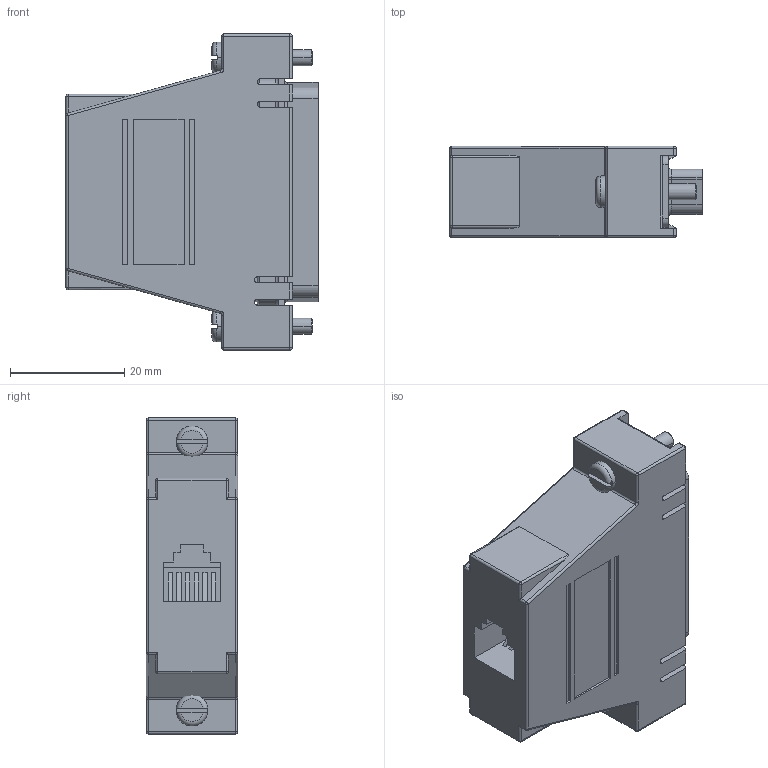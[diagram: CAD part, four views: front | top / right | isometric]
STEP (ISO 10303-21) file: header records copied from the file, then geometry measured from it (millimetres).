
FILE_DESCRIPTION (( 'STEP AP203' ), '1' );
FILE_NAME ('RBA256F.STEP', '2006-06-23T20:13:06', ( 'lcom' ), ( 'lcom' ), 'SwSTEP 2.0', 'SolidWorks 2006004', '' );
FILE_SCHEMA (( 'CONFIG_CONTROL_DESIGN' ));
Length unit declared in the file: inch
Products named in the file (6): C&P25F; RBA256F; CRIMP&POKE F; RBA256-MA1; 3AA01-004_4-40 x .625 PAN HEAD SCREW
Assembly tree (30 placements, depth 3):
  RBA256F
    3AA01-004_4-40 x .625 PAN HEAD SCREW  x2
    C&P25F
      CRIMP&POKE F  x25
      C&P25F
    RBA256-MA1
Bounding box: 44.17 x 16 x 55.37 mm (x, y, z)
Volume: 17996.9 mm3; surface area: 16336.7 mm2
Topology: 29 solids, 29 shells, 1409 faces, 3651 edges, 2384 vertices
Faces by surface type: plane 644, cylinder 578, cone 129, torus 28, sphere 16, bspline 14
Entity records: 19583 total; most frequent: CARTESIAN_POINT 4437, DIRECTION 2991, ORIENTED_EDGE 2786, EDGE_CURVE 1393, AXIS2_PLACEMENT_3D 1084, VERTEX_POINT 898, VECTOR 823, LINE 823
